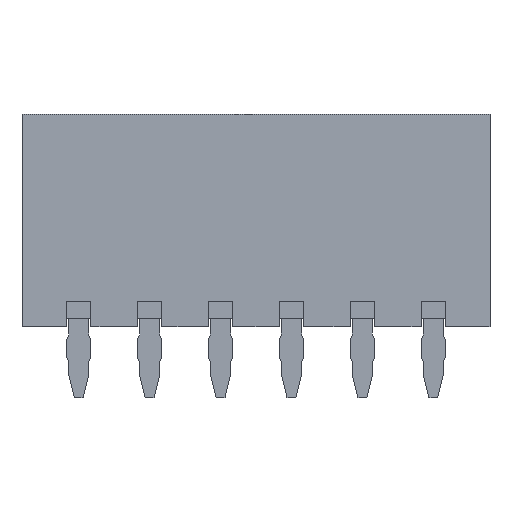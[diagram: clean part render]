
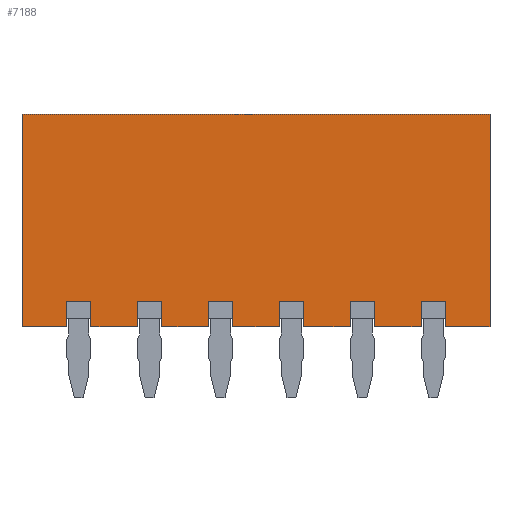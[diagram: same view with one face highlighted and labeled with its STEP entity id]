
A CAD part, front view. The second image highlights one B-rep face of the part: STEP entity #7188.
In plain terms, the highlighted planar face has unit normal (0, -1, 0).
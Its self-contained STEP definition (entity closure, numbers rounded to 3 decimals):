
#1758=ORIENTED_EDGE('',*,*,#3070,.T.);
#1759=ORIENTED_EDGE('',*,*,#2693,.T.);
#1760=ORIENTED_EDGE('',*,*,#2568,.F.);
#1761=ORIENTED_EDGE('',*,*,#2630,.F.);
#1762=ORIENTED_EDGE('',*,*,#3071,.T.);
#1763=ORIENTED_EDGE('',*,*,#2727,.T.);
#1764=ORIENTED_EDGE('',*,*,#2900,.T.);
#1765=ORIENTED_EDGE('',*,*,#2317,.F.);
#1766=ORIENTED_EDGE('',*,*,#3072,.T.);
#1767=ORIENTED_EDGE('',*,*,#2497,.T.);
#1768=ORIENTED_EDGE('',*,*,#3073,.T.);
#1769=ORIENTED_EDGE('',*,*,#3050,.F.);
#1770=ORIENTED_EDGE('',*,*,#2158,.T.);
#1771=ORIENTED_EDGE('',*,*,#2144,.T.);
#1772=ORIENTED_EDGE('',*,*,#3020,.T.);
#1773=ORIENTED_EDGE('',*,*,#2297,.F.);
#1774=ORIENTED_EDGE('',*,*,#3074,.T.);
#1775=ORIENTED_EDGE('',*,*,#2372,.T.);
#1776=ORIENTED_EDGE('',*,*,#3075,.T.);
#1777=ORIENTED_EDGE('',*,*,#2276,.F.);
#1778=ORIENTED_EDGE('',*,*,#3076,.T.);
#1779=ORIENTED_EDGE('',*,*,#2111,.T.);
#1780=ORIENTED_EDGE('',*,*,#2856,.T.);
#1781=ORIENTED_EDGE('',*,*,#2406,.F.);
#1782=ORIENTED_EDGE('',*,*,#3077,.T.);
#1783=ORIENTED_EDGE('',*,*,#2644,.T.);
#1784=ORIENTED_EDGE('',*,*,#2810,.T.);
#1785=ORIENTED_EDGE('',*,*,#2832,.F.);
#2111=EDGE_CURVE('',#3135,#3134,#3788,.T.);
#2144=EDGE_CURVE('',#3167,#3166,#3821,.T.);
#2158=EDGE_CURVE('',#3179,#3167,#3835,.T.);
#2276=EDGE_CURVE('',#3288,#3289,#3953,.T.);
#2297=EDGE_CURVE('',#3304,#3305,#3974,.T.);
#2317=EDGE_CURVE('',#3323,#3324,#3994,.T.);
#2372=EDGE_CURVE('',#3372,#3371,#4049,.T.);
#2406=EDGE_CURVE('',#3402,#3403,#4083,.T.);
#2497=EDGE_CURVE('',#3471,#3470,#4174,.T.);
#2568=EDGE_CURVE('',#3528,#3529,#4245,.T.);
#2630=EDGE_CURVE('',#3566,#3528,#4307,.T.);
#2644=EDGE_CURVE('',#3575,#3574,#4321,.T.);
#2693=EDGE_CURVE('',#3609,#3529,#4370,.T.);
#2727=EDGE_CURVE('',#3631,#3630,#4404,.T.);
#2810=EDGE_CURVE('',#3574,#3671,#4487,.T.);
#2832=EDGE_CURVE('',#3684,#3671,#4509,.T.);
#2856=EDGE_CURVE('',#3134,#3403,#4532,.T.);
#2900=EDGE_CURVE('',#3630,#3324,#4576,.T.);
#3020=EDGE_CURVE('',#3166,#3305,#4695,.T.);
#3050=EDGE_CURVE('',#3179,#3750,#4725,.T.);
#3070=EDGE_CURVE('',#3684,#3609,#4745,.T.);
#3071=EDGE_CURVE('',#3566,#3631,#4746,.T.);
#3072=EDGE_CURVE('',#3323,#3471,#4747,.T.);
#3073=EDGE_CURVE('',#3470,#3750,#4748,.T.);
#3074=EDGE_CURVE('',#3304,#3372,#4749,.T.);
#3075=EDGE_CURVE('',#3371,#3289,#4750,.T.);
#3076=EDGE_CURVE('',#3288,#3135,#4751,.T.);
#3077=EDGE_CURVE('',#3402,#3575,#4752,.T.);
#3134=VERTEX_POINT('',#9464);
#3135=VERTEX_POINT('',#9466);
#3166=VERTEX_POINT('',#9534);
#3167=VERTEX_POINT('',#9536);
#3179=VERTEX_POINT('',#9563);
#3288=VERTEX_POINT('',#9809);
#3289=VERTEX_POINT('',#9811);
#3304=VERTEX_POINT('',#9849);
#3305=VERTEX_POINT('',#9851);
#3323=VERTEX_POINT('',#9890);
#3324=VERTEX_POINT('',#9892);
#3371=VERTEX_POINT('',#10007);
#3372=VERTEX_POINT('',#10009);
#3402=VERTEX_POINT('',#10075);
#3403=VERTEX_POINT('',#10077);
#3470=VERTEX_POINT('',#10257);
#3471=VERTEX_POINT('',#10259);
#3528=VERTEX_POINT('',#10397);
#3529=VERTEX_POINT('',#10399);
#3566=VERTEX_POINT('',#10515);
#3574=VERTEX_POINT('',#10539);
#3575=VERTEX_POINT('',#10541);
#3609=VERTEX_POINT('',#10635);
#3630=VERTEX_POINT('',#10701);
#3631=VERTEX_POINT('',#10703);
#3671=VERTEX_POINT('',#10853);
#3684=VERTEX_POINT('',#10890);
#3750=VERTEX_POINT('',#11277);
#3788=LINE('',#9465,#4807);
#3821=LINE('',#9535,#4840);
#3835=LINE('',#9562,#4854);
#3953=LINE('',#9810,#4972);
#3974=LINE('',#9850,#4993);
#3994=LINE('',#9891,#5013);
#4049=LINE('',#10008,#5068);
#4083=LINE('',#10076,#5102);
#4174=LINE('',#10258,#5193);
#4245=LINE('',#10398,#5264);
#4307=LINE('',#10514,#5326);
#4321=LINE('',#10540,#5340);
#4370=LINE('',#10634,#5389);
#4404=LINE('',#10702,#5423);
#4487=LINE('',#10854,#5506);
#4509=LINE('',#10891,#5528);
#4532=LINE('',#10934,#5551);
#4576=LINE('',#11014,#5595);
#4695=LINE('',#11221,#5714);
#4725=LINE('',#11276,#5744);
#4745=LINE('',#11331,#5764);
#4746=LINE('',#11332,#5765);
#4747=LINE('',#11333,#5766);
#4748=LINE('',#11334,#5767);
#4749=LINE('',#11335,#5768);
#4750=LINE('',#11336,#5769);
#4751=LINE('',#11337,#5770);
#4752=LINE('',#11338,#5771);
#4807=VECTOR('',#7681,1000.);
#4840=VECTOR('',#7724,1000.);
#4854=VECTOR('',#7740,1000.);
#4972=VECTOR('',#7898,1000.);
#4993=VECTOR('',#7925,1000.);
#5013=VECTOR('',#7949,1000.);
#5068=VECTOR('',#8032,1000.);
#5102=VECTOR('',#8072,1000.);
#5193=VECTOR('',#8209,1000.);
#5264=VECTOR('',#8302,1000.);
#5326=VECTOR('',#8398,1000.);
#5340=VECTOR('',#8418,1000.);
#5389=VECTOR('',#8489,1000.);
#5423=VECTOR('',#8547,1000.);
#5506=VECTOR('',#8686,1000.);
#5528=VECTOR('',#8712,1000.);
#5551=VECTOR('',#8751,1000.);
#5595=VECTOR('',#8831,1000.);
#5714=VECTOR('',#9068,1000.);
#5744=VECTOR('',#9136,1000.);
#5764=VECTOR('',#9224,1000.);
#5765=VECTOR('',#9225,1000.);
#5766=VECTOR('',#9226,1000.);
#5767=VECTOR('',#9227,1000.);
#5768=VECTOR('',#9228,1000.);
#5769=VECTOR('',#9229,1000.);
#5770=VECTOR('',#9230,1000.);
#5771=VECTOR('',#9231,1000.);
#6095=EDGE_LOOP('',(#1758,#1759,#1760,#1761,#1762,#1763,#1764,#1765,#1766,
#1767,#1768,#1769,#1770,#1771,#1772,#1773,#1774,#1775,#1776,#1777,#1778,
#1779,#1780,#1781,#1782,#1783,#1784,#1785));
#6464=FACE_BOUND('',#6095,.T.);
#6825=PLANE('',#7562);
#7188=ADVANCED_FACE('',(#6464),#6825,.T.);
#7562=AXIS2_PLACEMENT_3D('',#11330,#9222,#9223);
#7681=DIRECTION('',(0.,0.,1.));
#7724=DIRECTION('',(0.,0.,1.));
#7740=DIRECTION('',(1.,0.,0.));
#7898=DIRECTION('',(0.,0.,1.));
#7925=DIRECTION('',(0.,0.,1.));
#7949=DIRECTION('',(0.,0.,1.));
#8032=DIRECTION('',(0.,0.,1.));
#8072=DIRECTION('',(0.,0.,1.));
#8209=DIRECTION('',(0.,0.,1.));
#8302=DIRECTION('',(1.,0.,0.));
#8398=DIRECTION('',(0.,0.,1.));
#8418=DIRECTION('',(0.,0.,1.));
#8489=DIRECTION('',(0.,0.,1.));
#8547=DIRECTION('',(0.,0.,1.));
#8686=DIRECTION('',(1.,0.,0.));
#8712=DIRECTION('',(0.,0.,1.));
#8751=DIRECTION('',(1.,0.,0.));
#8831=DIRECTION('',(1.,0.,0.));
#9068=DIRECTION('',(1.,0.,0.));
#9136=DIRECTION('',(0.,0.,1.));
#9222=DIRECTION('',(0.,-1.,0.));
#9223=DIRECTION('',(0.,0.,-1.));
#9224=DIRECTION('',(1.,0.,0.));
#9225=DIRECTION('',(1.,0.,0.));
#9226=DIRECTION('',(1.,0.,0.));
#9227=DIRECTION('',(1.,0.,0.));
#9228=DIRECTION('',(1.,0.,0.));
#9229=DIRECTION('',(1.,0.,0.));
#9230=DIRECTION('',(1.,0.,0.));
#9231=DIRECTION('',(1.,0.,0.));
#9464=CARTESIAN_POINT('',(4.65,-3.8,-4.));
#9465=CARTESIAN_POINT('',(4.65,-3.8,-5.25));
#9466=CARTESIAN_POINT('',(4.65,-3.8,-5.25));
#9534=CARTESIAN_POINT('',(-2.35,-3.8,-4.));
#9535=CARTESIAN_POINT('',(-2.35,-3.8,-5.25));
#9536=CARTESIAN_POINT('',(-2.35,-3.8,-5.25));
#9562=CARTESIAN_POINT('',(-4.65,-3.8,-5.25));
#9563=CARTESIAN_POINT('',(-4.65,-3.8,-5.25));
#9809=CARTESIAN_POINT('',(2.35,-3.8,-5.25));
#9810=CARTESIAN_POINT('',(2.35,-3.8,-5.25));
#9811=CARTESIAN_POINT('',(2.35,-3.8,-4.));
#9849=CARTESIAN_POINT('',(-1.15,-3.8,-5.25));
#9850=CARTESIAN_POINT('',(-1.15,-3.8,-5.25));
#9851=CARTESIAN_POINT('',(-1.15,-3.8,-4.));
#9890=CARTESIAN_POINT('',(-8.15,-3.8,-5.25));
#9891=CARTESIAN_POINT('',(-8.15,-3.8,-5.25));
#9892=CARTESIAN_POINT('',(-8.15,-3.8,-4.));
#10007=CARTESIAN_POINT('',(1.15,-3.8,-4.));
#10008=CARTESIAN_POINT('',(1.15,-3.8,-5.25));
#10009=CARTESIAN_POINT('',(1.15,-3.8,-5.25));
#10075=CARTESIAN_POINT('',(5.85,-3.8,-5.25));
#10076=CARTESIAN_POINT('',(5.85,-3.8,-5.25));
#10077=CARTESIAN_POINT('',(5.85,-3.8,-4.));
#10257=CARTESIAN_POINT('',(-5.85,-3.8,-4.));
#10258=CARTESIAN_POINT('',(-5.85,-3.8,-5.25));
#10259=CARTESIAN_POINT('',(-5.85,-3.8,-5.25));
#10397=CARTESIAN_POINT('',(-11.55,-3.8,5.25));
#10398=CARTESIAN_POINT('',(-11.55,-3.8,5.25));
#10399=CARTESIAN_POINT('',(11.55,-3.8,5.25));
#10514=CARTESIAN_POINT('',(-11.55,-3.8,-5.25));
#10515=CARTESIAN_POINT('',(-11.55,-3.8,-5.25));
#10539=CARTESIAN_POINT('',(8.15,-3.8,-4.));
#10540=CARTESIAN_POINT('',(8.15,-3.8,-5.25));
#10541=CARTESIAN_POINT('',(8.15,-3.8,-5.25));
#10634=CARTESIAN_POINT('',(11.55,-3.8,-5.25));
#10635=CARTESIAN_POINT('',(11.55,-3.8,-5.25));
#10701=CARTESIAN_POINT('',(-9.35,-3.8,-4.));
#10702=CARTESIAN_POINT('',(-9.35,-3.8,-5.25));
#10703=CARTESIAN_POINT('',(-9.35,-3.8,-5.25));
#10853=CARTESIAN_POINT('',(9.35,-3.8,-4.));
#10854=CARTESIAN_POINT('',(-11.55,-3.8,-4.));
#10890=CARTESIAN_POINT('',(9.35,-3.8,-5.25));
#10891=CARTESIAN_POINT('',(9.35,-3.8,-5.25));
#10934=CARTESIAN_POINT('',(-11.55,-3.8,-4.));
#11014=CARTESIAN_POINT('',(-11.55,-3.8,-4.));
#11221=CARTESIAN_POINT('',(-11.55,-3.8,-4.));
#11276=CARTESIAN_POINT('',(-4.65,-3.8,-5.25));
#11277=CARTESIAN_POINT('',(-4.65,-3.8,-4.));
#11330=CARTESIAN_POINT('',(-11.55,-3.8,-5.25));
#11331=CARTESIAN_POINT('',(9.35,-3.8,-5.25));
#11332=CARTESIAN_POINT('',(-11.55,-3.8,-5.25));
#11333=CARTESIAN_POINT('',(-8.15,-3.8,-5.25));
#11334=CARTESIAN_POINT('',(-5.85,-3.8,-4.));
#11335=CARTESIAN_POINT('',(-1.15,-3.8,-5.25));
#11336=CARTESIAN_POINT('',(-11.55,-3.8,-4.));
#11337=CARTESIAN_POINT('',(2.35,-3.8,-5.25));
#11338=CARTESIAN_POINT('',(5.85,-3.8,-5.25));
